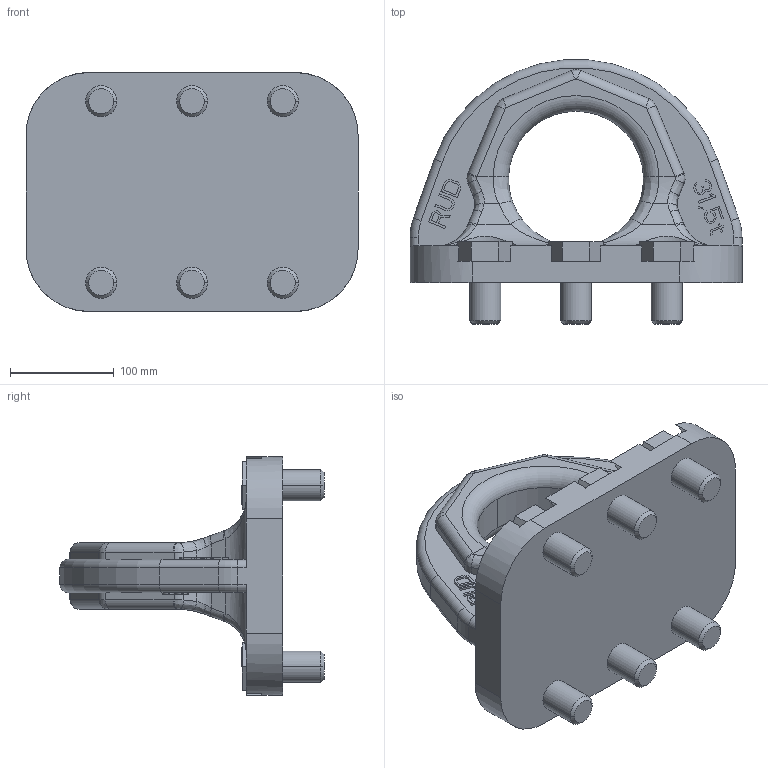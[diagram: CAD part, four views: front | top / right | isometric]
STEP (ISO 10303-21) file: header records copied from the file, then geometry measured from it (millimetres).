
FILE_DESCRIPTION((''),'2;1');
FILE_NAME('001-M35160-P-2','2019-02-22T',('anja.joas'),(''),'PRO/ENGINEER BY PARAMETRIC TECHNOLOGY CORPORATION, 2011490','PRO/ENGINEER BY PARAMETRIC TECHNOLOGY CORPORATION, 2011490','');
FILE_SCHEMA(('CONFIG_CONTROL_DESIGN'));
Products named in the file (1): 001-M35160-P-2
Bounding box: 320 x 254.51 x 230 mm (x, y, z)
Volume: 4102882.3 mm3; surface area: 323722.7 mm2
Topology: 1 solids, 1 shells, 1824 faces, 5103 edges, 3374 vertices
Faces by surface type: plane 1680, cylinder 78, bspline 46, cone 12, torus 8
Entity records: 59081 total; most frequent: CARTESIAN_POINT 12265, ORIENTED_EDGE 10206, DIRECTION 8759, EDGE_CURVE 5103, VECTOR 4811, LINE 4811, VERTEX_POINT 3374, AXIS2_PLACEMENT_3D 1974
